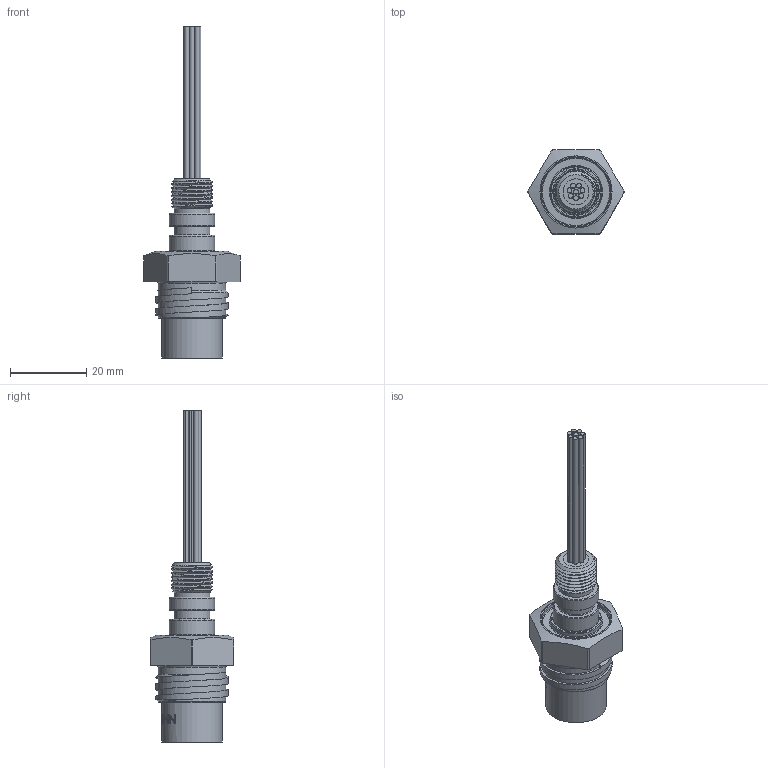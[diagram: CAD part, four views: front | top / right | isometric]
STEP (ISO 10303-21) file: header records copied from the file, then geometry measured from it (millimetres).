
FILE_DESCRIPTION(/* description */ (''),/* implementation_level */ '2;1');
FILE_NAME(/* name */ 'MCBH8F 2 O-ring 22mm Hex.stp',/* time_stamp */ '2014-11-26T12:49:34+01:00',/* author */ ('sh'),/* organization */ (''),/* preprocessor_version */ 'ST-DEVELOPER v15.2',/* originating_system */ 'Autodesk Inventor 2014',/* authorisation */ '');
FILE_SCHEMA (('AUTOMOTIVE_DESIGN { 1 0 10303 214 3 1 1 }'));
Length unit declared in the file: millimetre
Products named in the file (1): MCBH8F 2 O-ring 22mm Hex
Bounding box: 25.24 x 22 x 86.96 mm (x, y, z)
Volume: 9268.6 mm3; surface area: 11270.8 mm2
Topology: 32 solids, 32 shells, 866 faces, 2155 edges, 1408 vertices
Faces by surface type: plane 354, cylinder 156, bspline 142, torus 129, cone 85
Full cylindrical faces by diameter (mm): 1.27 x6, 1.321 x9, 2.032 x9, 2.037 x9, 2.057 x9, 2.743 x18, 2.794 x9, 3.175 x50, 5.537 x2, 7.264 x2, 9.322 x1, 9.398 x1, 11.918 x2, 13.5 x1, 15.875 x1, 15.9 x1, 17.704 x1, 17.971 x1
Entity records: 33011 total; most frequent: CARTESIAN_POINT 13843, ORIENTED_EDGE 3552, DIRECTION 3504, EDGE_CURVE 1776, AXIS2_PLACEMENT_3D 1404, VERTEX_POINT 1303, EDGE_LOOP 1209, STYLED_ITEM 879
